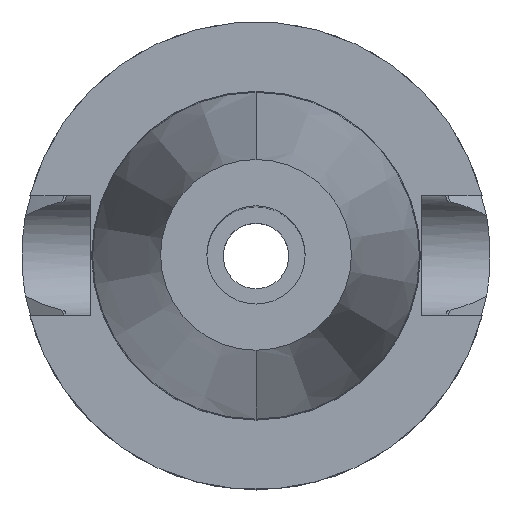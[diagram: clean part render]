
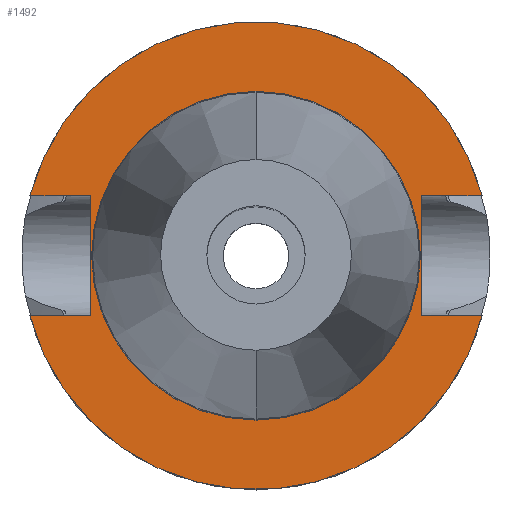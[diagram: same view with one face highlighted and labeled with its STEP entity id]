
A CAD part, top view. The second image highlights one B-rep face of the part: STEP entity #1492.
In plain terms, the highlighted planar face has unit normal (0, 0, 1).
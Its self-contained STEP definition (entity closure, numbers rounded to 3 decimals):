
#288=CARTESIAN_POINT('',(0.,0.,-3.));
#289=DIRECTION('',(0.,0.,1.));
#290=DIRECTION('',(0.966,0.257,0.));
#291=AXIS2_PLACEMENT_3D('',#288,#289,#290);
#303=CARTESIAN_POINT('',(0.,0.,-3.));
#304=DIRECTION('',(0.,0.,1.));
#305=DIRECTION('',(-0.966,-0.257,0.));
#306=AXIS2_PLACEMENT_3D('',#303,#304,#305);
#326=DIRECTION('',(0.,1.,0.));
#327=VECTOR('',#326,25.7);
#328=CARTESIAN_POINT('',(-35.4,-12.85,-3.));
#329=LINE('',#328,#327);
#333=DIRECTION('',(1.,0.,0.));
#334=VECTOR('',#333,12.921);
#335=CARTESIAN_POINT('',(-48.321,12.85,-3.));
#336=LINE('',#335,#334);
#340=DIRECTION('',(-1.,0.,0.));
#341=VECTOR('',#340,12.921);
#342=CARTESIAN_POINT('',(48.321,12.85,-3.));
#343=LINE('',#342,#341);
#347=DIRECTION('',(0.,1.,0.));
#348=VECTOR('',#347,25.7);
#349=CARTESIAN_POINT('',(35.4,-12.85,-3.));
#350=LINE('',#349,#348);
#354=DIRECTION('',(-1.,0.,0.));
#355=VECTOR('',#354,12.921);
#356=CARTESIAN_POINT('',(48.321,-12.85,-3.));
#357=LINE('',#356,#355);
#361=DIRECTION('',(1.,0.,0.));
#362=VECTOR('',#361,12.921);
#363=CARTESIAN_POINT('',(-48.321,-12.85,-3.));
#364=LINE('',#363,#362);
#382=CARTESIAN_POINT('',(0.,0.,-3.));
#383=DIRECTION('',(0.,0.,1.));
#384=DIRECTION('',(0.,1.,0.));
#385=AXIS2_PLACEMENT_3D('',#382,#383,#384);
#390=CARTESIAN_POINT('',(0.,0.,-3.));
#391=DIRECTION('',(0.,0.,-1.));
#392=DIRECTION('',(0.,1.,0.));
#393=AXIS2_PLACEMENT_3D('',#390,#391,#392);
#1081=CARTESIAN_POINT('',(0.,35.005,-3.));
#1083=VERTEX_POINT('',#1081);
#1091=CARTESIAN_POINT('',(0.,-35.005,-3.));
#1093=VERTEX_POINT('',#1091);
#1121=CARTESIAN_POINT('',(48.321,12.85,-3.));
#1122=VERTEX_POINT('',#1121);
#1123=CARTESIAN_POINT('',(48.321,-12.85,-3.));
#1124=VERTEX_POINT('',#1123);
#1125=CARTESIAN_POINT('',(35.4,-12.85,-3.));
#1126=CARTESIAN_POINT('',(35.4,12.85,-3.));
#1127=VERTEX_POINT('',#1125);
#1128=VERTEX_POINT('',#1126);
#1149=CARTESIAN_POINT('',(-48.321,12.85,-3.));
#1150=VERTEX_POINT('',#1149);
#1151=CARTESIAN_POINT('',(-48.321,-12.85,-3.));
#1152=VERTEX_POINT('',#1151);
#1153=CARTESIAN_POINT('',(-35.4,-12.85,-3.));
#1154=CARTESIAN_POINT('',(-35.4,12.85,-3.));
#1155=VERTEX_POINT('',#1153);
#1156=VERTEX_POINT('',#1154);
#1467=CARTESIAN_POINT('',(0.,0.,-3.));
#1468=DIRECTION('',(0.,0.,-1.));
#1469=DIRECTION('',(0.,-1.,0.));
#1470=AXIS2_PLACEMENT_3D('',#1467,#1468,#1469);
#1471=PLANE('',#1470);
#1473=ORIENTED_EDGE('',*,*,#1472,.T.);
#1474=ORIENTED_EDGE('',*,*,#1426,.F.);
#1475=ORIENTED_EDGE('',*,*,#1447,.F.);
#1476=ORIENTED_EDGE('',*,*,#1380,.T.);
#1478=ORIENTED_EDGE('',*,*,#1477,.F.);
#1480=ORIENTED_EDGE('',*,*,#1479,.F.);
#1481=ORIENTED_EDGE('',*,*,#1459,.F.);
#1483=ORIENTED_EDGE('',*,*,#1482,.T.);
#1484=EDGE_LOOP('',(#1473,#1474,#1475,#1476,#1478,#1480,#1481,#1483));
#1485=FACE_OUTER_BOUND('',#1484,.F.);
#1487=ORIENTED_EDGE('',*,*,#1486,.T.);
#1489=ORIENTED_EDGE('',*,*,#1488,.F.);
#1490=EDGE_LOOP('',(#1487,#1489));
#1491=FACE_BOUND('',#1490,.F.);
#292=CIRCLE('',#291,50.);
#307=CIRCLE('',#306,50.);
#386=CIRCLE('',#385,35.005);
#394=CIRCLE('',#393,35.005);
#1380=EDGE_CURVE('',#1122,#1128,#343,.T.);
#1426=EDGE_CURVE('',#1150,#1156,#336,.T.);
#1447=EDGE_CURVE('',#1122,#1150,#292,.T.);
#1459=EDGE_CURVE('',#1152,#1124,#307,.T.);
#1472=EDGE_CURVE('',#1155,#1156,#329,.T.);
#1477=EDGE_CURVE('',#1127,#1128,#350,.T.);
#1479=EDGE_CURVE('',#1124,#1127,#357,.T.);
#1482=EDGE_CURVE('',#1152,#1155,#364,.T.);
#1486=EDGE_CURVE('',#1083,#1093,#386,.T.);
#1488=EDGE_CURVE('',#1083,#1093,#394,.T.);
#1492=ADVANCED_FACE('',(#1485,#1491),#1471,.F.);
